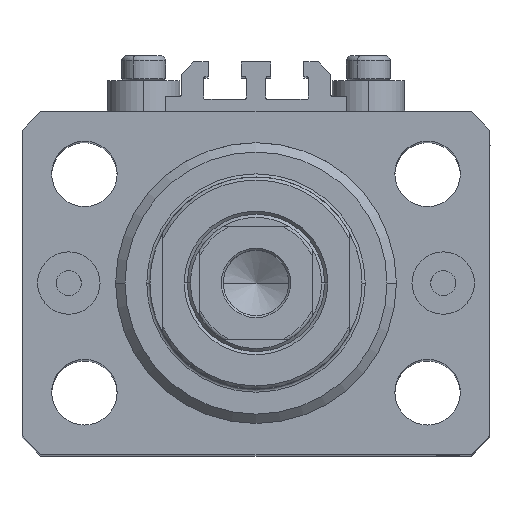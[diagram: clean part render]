
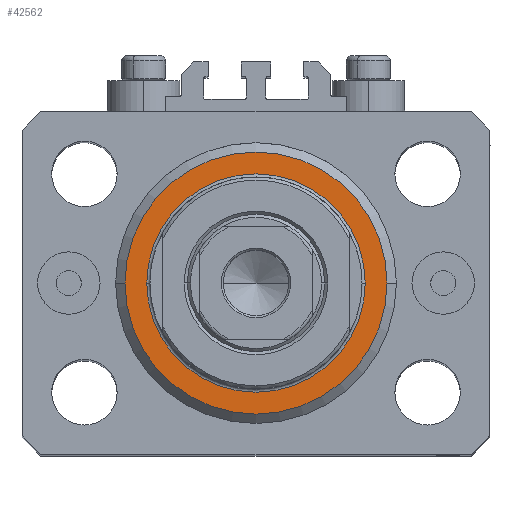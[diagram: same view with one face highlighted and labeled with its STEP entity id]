
A CAD part, top view. The second image highlights one B-rep face of the part: STEP entity #42562.
In plain terms, the highlighted face is planar.
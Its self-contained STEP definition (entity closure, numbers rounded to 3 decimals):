
#948 = DIRECTION ( 'NONE',  ( 1., 0., 0. ) ) ;
#2443 = CIRCLE ( 'NONE', #39042, 17.5 ) ;
#3085 = CARTESIAN_POINT ( 'NONE',  ( 0., 0., 0. ) ) ;
#3326 = FACE_BOUND ( 'NONE', #37274, .T. ) ;
#3431 = AXIS2_PLACEMENT_3D ( 'NONE', #33652, #10970, #948 ) ;
#5270 = CARTESIAN_POINT ( 'NONE',  ( 17.5, 0., 0. ) ) ;
#6510 = DIRECTION ( 'NONE',  ( 0., 0., -1. ) ) ;
#6715 = VERTEX_POINT ( 'NONE', #9103 ) ;
#9103 = CARTESIAN_POINT ( 'NONE',  ( -21., 0., 0. ) ) ;
#9189 = DIRECTION ( 'NONE',  ( 0., 0., -1. ) ) ;
#10653 = AXIS2_PLACEMENT_3D ( 'NONE', #16076, #6510, #35630 ) ;
#10970 = DIRECTION ( 'NONE',  ( 0., 0., 1. ) ) ;
#13071 = DIRECTION ( 'NONE',  ( 0., 0., 1. ) ) ;
#14933 = EDGE_CURVE ( 'NONE', #15939, #43692, #2443, .T. ) ;
#15939 = VERTEX_POINT ( 'NONE', #22183 ) ;
#16076 = CARTESIAN_POINT ( 'NONE',  ( 0., 0., 0. ) ) ;
#16516 = CARTESIAN_POINT ( 'NONE',  ( 21., 0., 0. ) ) ;
#16653 = CARTESIAN_POINT ( 'NONE',  ( 0., 0., 0. ) ) ;
#18579 = PLANE ( 'NONE',  #34735 ) ;
#19042 = CIRCLE ( 'NONE', #10653, 21. ) ;
#20215 = CIRCLE ( 'NONE', #3431, 17.5 ) ;
#22183 = CARTESIAN_POINT ( 'NONE',  ( -17.5, 0., 0. ) ) ;
#23156 = AXIS2_PLACEMENT_3D ( 'NONE', #37622, #9189, #45017 ) ;
#24044 = DIRECTION ( 'NONE',  ( 1., 0., 0. ) ) ;
#25209 = EDGE_CURVE ( 'NONE', #6715, #30609, #19042, .T. ) ;
#30609 = VERTEX_POINT ( 'NONE', #16516 ) ;
#30935 = ORIENTED_EDGE ( 'NONE', *, *, #45465, .T. ) ;
#31110 = EDGE_LOOP ( 'NONE', ( #46445, #33610 ) ) ;
#32213 = DIRECTION ( 'NONE',  ( 0., 0., 1. ) ) ;
#33610 = ORIENTED_EDGE ( 'NONE', *, *, #25209, .T. ) ;
#33652 = CARTESIAN_POINT ( 'NONE',  ( 0., 0., 0. ) ) ;
#34735 = AXIS2_PLACEMENT_3D ( 'NONE', #3085, #32213, #39603 ) ;
#35630 = DIRECTION ( 'NONE',  ( 1., 0., 0. ) ) ;
#36901 = ORIENTED_EDGE ( 'NONE', *, *, #14933, .T. ) ;
#37274 = EDGE_LOOP ( 'NONE', ( #30935, #36901 ) ) ;
#37622 = CARTESIAN_POINT ( 'NONE',  ( 0., 0., 0. ) ) ;
#38903 = EDGE_CURVE ( 'NONE', #30609, #6715, #43751, .T. ) ;
#39042 = AXIS2_PLACEMENT_3D ( 'NONE', #16653, #13071, #24044 ) ;
#39603 = DIRECTION ( 'NONE',  ( 1., 0., 0. ) ) ;
#42562 = ADVANCED_FACE ( 'NONE', ( #3326, #47250 ), #18579, .F. ) ;
#43692 = VERTEX_POINT ( 'NONE', #5270 ) ;
#43751 = CIRCLE ( 'NONE', #23156, 21. ) ;
#45017 = DIRECTION ( 'NONE',  ( 1., 0., 0. ) ) ;
#45465 = EDGE_CURVE ( 'NONE', #43692, #15939, #20215, .T. ) ;
#46445 = ORIENTED_EDGE ( 'NONE', *, *, #38903, .T. ) ;
#47250 = FACE_OUTER_BOUND ( 'NONE', #31110, .T. ) ;
